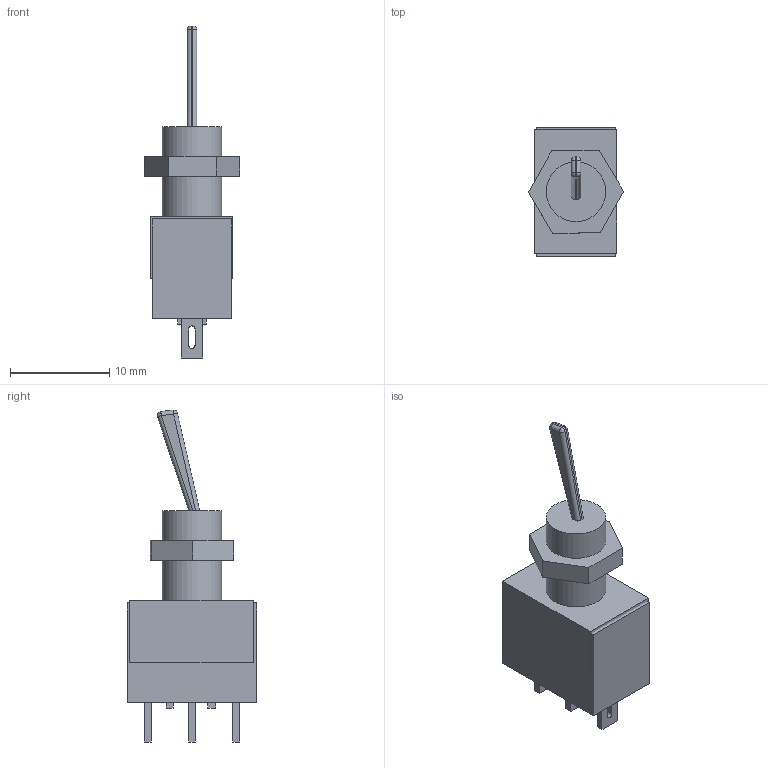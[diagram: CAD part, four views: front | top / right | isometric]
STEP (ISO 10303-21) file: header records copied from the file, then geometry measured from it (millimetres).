
FILE_DESCRIPTION(('FreeCAD Model'),'2;1');
FILE_NAME('Toggle_SW_Blue_R0.step','2020-01-26T10:25:41',('Author'),(''), 'Open CASCADE STEP processor 7.2','FreeCAD','Unknown');
FILE_SCHEMA(('AUTOMOTIVE_DESIGN { 1 0 10303 214 1 1 1 1 }'));
Length unit declared in the file: millimetre
Products named in the file (3): Part; Housing; Chrome
Assembly tree (2 placements, depth 2):
  Part
    Housing
    Chrome
Bounding box: 9.58 x 13 x 33.43 mm (x, y, z)
Volume: 2057.6 mm3; surface area: 1544.2 mm2
Topology: 2 solids, 2 shells, 77 faces, 184 edges, 116 vertices
Faces by surface type: plane 57, cylinder 16, bspline 4
Full cylindrical faces by diameter (mm): 6 x2
Entity records: 4912 total; most frequent: CARTESIAN_POINT 1155, DIRECTION 684, LINE 472, VECTOR 472, ORIENTED_EDGE 360, PCURVE 360, DEFINITIONAL_REPRESENTATION 360, EDGE_CURVE 180
